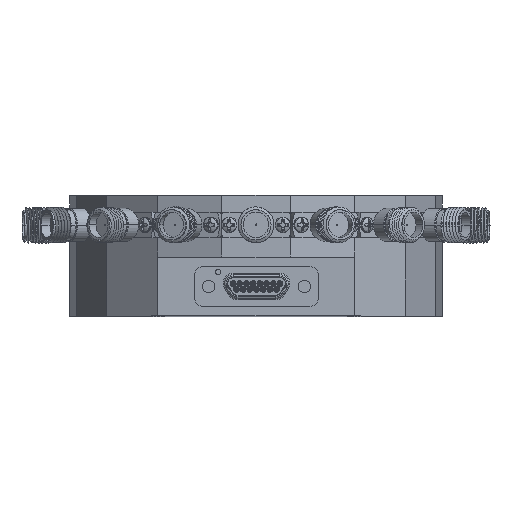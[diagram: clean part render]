
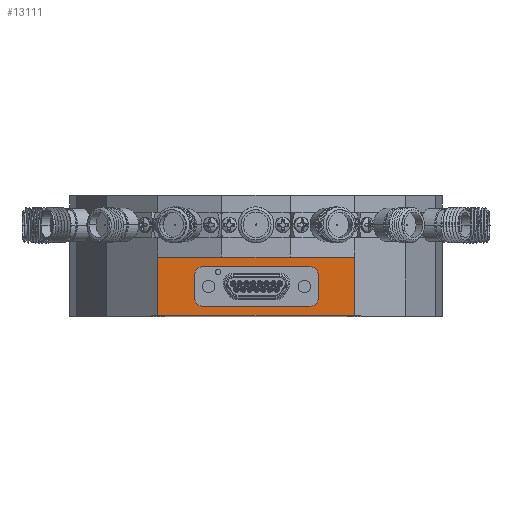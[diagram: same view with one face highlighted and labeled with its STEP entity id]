
A CAD part, top view. The second image highlights one B-rep face of the part: STEP entity #13111.
In plain terms, the highlighted planar face has unit normal (0, 0, 1).
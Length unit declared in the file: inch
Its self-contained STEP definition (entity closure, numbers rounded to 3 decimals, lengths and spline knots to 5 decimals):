
#88 = LINE ( 'NONE', #53555, #14097 ) ;
#973 = CARTESIAN_POINT ( 'NONE',  ( -0.39585, 0.306, 1.14719 ) ) ;
#1904 = EDGE_CURVE ( 'NONE', #7819, #95282, #36391, .T. ) ;
#3556 = CARTESIAN_POINT ( 'NONE',  ( 0.40315, 0.072, 1.14719 ) ) ;
#5703 = DIRECTION ( 'NONE',  ( 0., 0., -1. ) ) ;
#6942 = VECTOR ( 'NONE', #26076, 39.37008 ) ;
#7379 = FACE_BOUND ( 'NONE', #33389, .T. ) ;
#7673 = DIRECTION ( 'NONE',  ( -1., 0., 0. ) ) ;
#7819 = VERTEX_POINT ( 'NONE', #100230 ) ;
#11314 = AXIS2_PLACEMENT_3D ( 'NONE', #70378, #79127, #81402 ) ;
#11540 = ORIENTED_EDGE ( 'NONE', *, *, #69280, .T. ) ;
#12408 = ORIENTED_EDGE ( 'NONE', *, *, #94679, .T. ) ;
#13111 = ADVANCED_FACE ( 'NONE', ( #79998, #7379 ), #26552, .T. ) ;
#13431 = VERTEX_POINT ( 'NONE', #14279 ) ;
#13444 = ORIENTED_EDGE ( 'NONE', *, *, #61905, .T. ) ;
#13916 = VECTOR ( 'NONE', #111727, 39.37008 ) ;
#14097 = VECTOR ( 'NONE', #7673, 39.37008 ) ;
#14279 = CARTESIAN_POINT ( 'NONE',  ( 0.46515, 0.306, 1.14719 ) ) ;
#14963 = ORIENTED_EDGE ( 'NONE', *, *, #87916, .T. ) ;
#18402 = ORIENTED_EDGE ( 'NONE', *, *, #88131, .T. ) ;
#18695 = DIRECTION ( 'NONE',  ( 1., 0., 0. ) ) ;
#20254 = EDGE_CURVE ( 'NONE', #98736, #35229, #76681, .T. ) ;
#20506 = CARTESIAN_POINT ( 'NONE',  ( -0.39585, 0.072, 1.14719 ) ) ;
#20883 = DIRECTION ( 'NONE',  ( 0., -1., 0. ) ) ;
#21292 = VERTEX_POINT ( 'NONE', #91051 ) ;
#23335 = VERTEX_POINT ( 'NONE', #36789 ) ;
#23655 = VECTOR ( 'NONE', #90857, 39.37008 ) ;
#25058 = ORIENTED_EDGE ( 'NONE', *, *, #20254, .T. ) ;
#25452 = LINE ( 'NONE', #114416, #110486 ) ;
#25709 = VERTEX_POINT ( 'NONE', #38678 ) ;
#26076 = DIRECTION ( 'NONE',  ( 1., 0., 0. ) ) ;
#26552 = PLANE ( 'NONE',  #85676 ) ;
#27386 = EDGE_CURVE ( 'NONE', #95282, #21292, #25452, .T. ) ;
#28570 = CIRCLE ( 'NONE', #93574, 0.062 ) ;
#29247 = LINE ( 'NONE', #55394, #23655 ) ;
#29768 = LINE ( 'NONE', #75646, #13916 ) ;
#30226 = DIRECTION ( 'NONE',  ( 0., 1., 0. ) ) ;
#33064 = DIRECTION ( 'NONE',  ( 0., 1., 0. ) ) ;
#33389 = EDGE_LOOP ( 'NONE', ( #14963, #12408, #112527, #11540, #77049, #25058, #13444, #18402 ) ) ;
#33580 = DIRECTION ( 'NONE',  ( 1., 0., 0. ) ) ;
#33590 = CIRCLE ( 'NONE', #11314, 0.062 ) ;
#34676 = CARTESIAN_POINT ( 'NONE',  ( -0.73488, 0.44, 1.14719 ) ) ;
#35229 = VERTEX_POINT ( 'NONE', #68379 ) ;
#36391 = LINE ( 'NONE', #34676, #91661 ) ;
#36789 = CARTESIAN_POINT ( 'NONE',  ( 0.40315, 0.368, 1.14719 ) ) ;
#38678 = CARTESIAN_POINT ( 'NONE',  ( -0.45785, 0.134, 1.14719 ) ) ;
#38958 = LINE ( 'NONE', #74356, #57177 ) ;
#39335 = DIRECTION ( 'NONE',  ( -1., 0., 0. ) ) ;
#41585 = EDGE_LOOP ( 'NONE', ( #113353, #77421, #56001, #80377 ) ) ;
#44690 = CARTESIAN_POINT ( 'NONE',  ( -0.39585, 0.368, 1.14719 ) ) ;
#49118 = VERTEX_POINT ( 'NONE', #74103 ) ;
#52143 = DIRECTION ( 'NONE',  ( 0., 0., 1. ) ) ;
#53555 = CARTESIAN_POINT ( 'NONE',  ( 0.40315, 0.072, 1.14719 ) ) ;
#55394 = CARTESIAN_POINT ( 'NONE',  ( -0.73488, 0.44, 1.14719 ) ) ;
#56001 = ORIENTED_EDGE ( 'NONE', *, *, #1904, .T. ) ;
#57177 = VECTOR ( 'NONE', #30226, 39.37008 ) ;
#58075 = LINE ( 'NONE', #100523, #91707 ) ;
#61002 = EDGE_CURVE ( 'NONE', #49118, #7819, #29247, .T. ) ;
#61905 = EDGE_CURVE ( 'NONE', #35229, #23335, #105736, .T. ) ;
#63731 = DIRECTION ( 'NONE',  ( 0., 0., -1. ) ) ;
#68379 = CARTESIAN_POINT ( 'NONE',  ( -0.39585, 0.368, 1.14719 ) ) ;
#69280 = EDGE_CURVE ( 'NONE', #103094, #25709, #33590, .T. ) ;
#70378 = CARTESIAN_POINT ( 'NONE',  ( -0.39585, 0.134, 1.14719 ) ) ;
#74103 = CARTESIAN_POINT ( 'NONE',  ( 0.73488, 0.44, 1.14719 ) ) ;
#74356 = CARTESIAN_POINT ( 'NONE',  ( -0.45785, 0.134, 1.14719 ) ) ;
#74946 = AXIS2_PLACEMENT_3D ( 'NONE', #78596, #114109, #18695 ) ;
#75211 = VERTEX_POINT ( 'NONE', #77707 ) ;
#75646 = CARTESIAN_POINT ( 'NONE',  ( 0.73488, 0.44, 1.14719 ) ) ;
#76681 = CIRCLE ( 'NONE', #100854, 0.062 ) ;
#77049 = ORIENTED_EDGE ( 'NONE', *, *, #101070, .T. ) ;
#77421 = ORIENTED_EDGE ( 'NONE', *, *, #61002, .T. ) ;
#77707 = CARTESIAN_POINT ( 'NONE',  ( 0.46515, 0.134, 1.14719 ) ) ;
#78596 = CARTESIAN_POINT ( 'NONE',  ( 0.40315, 0.134, 1.14719 ) ) ;
#79127 = DIRECTION ( 'NONE',  ( 0., 0., -1. ) ) ;
#79998 = FACE_OUTER_BOUND ( 'NONE', #41585, .T. ) ;
#80377 = ORIENTED_EDGE ( 'NONE', *, *, #27386, .T. ) ;
#81402 = DIRECTION ( 'NONE',  ( 0., -1., 0. ) ) ;
#85676 = AXIS2_PLACEMENT_3D ( 'NONE', #105052, #52143, #33580 ) ;
#87338 = CARTESIAN_POINT ( 'NONE',  ( -0.73488, 0., 1.14719 ) ) ;
#87645 = DIRECTION ( 'NONE',  ( 1., 0., 0. ) ) ;
#87916 = EDGE_CURVE ( 'NONE', #13431, #75211, #58075, .T. ) ;
#88131 = EDGE_CURVE ( 'NONE', #23335, #13431, #28570, .T. ) ;
#88704 = EDGE_CURVE ( 'NONE', #21292, #49118, #29768, .T. ) ;
#88709 = DIRECTION ( 'NONE',  ( 0., -1., 0. ) ) ;
#90857 = DIRECTION ( 'NONE',  ( -1., 0., 0. ) ) ;
#91051 = CARTESIAN_POINT ( 'NONE',  ( 0.73488, 0., 1.14719 ) ) ;
#91661 = VECTOR ( 'NONE', #88709, 39.37008 ) ;
#91703 = CIRCLE ( 'NONE', #74946, 0.062 ) ;
#91707 = VECTOR ( 'NONE', #20883, 39.37008 ) ;
#93574 = AXIS2_PLACEMENT_3D ( 'NONE', #94674, #5703, #33064 ) ;
#94674 = CARTESIAN_POINT ( 'NONE',  ( 0.40315, 0.306, 1.14719 ) ) ;
#94679 = EDGE_CURVE ( 'NONE', #75211, #105158, #91703, .T. ) ;
#95282 = VERTEX_POINT ( 'NONE', #87338 ) ;
#98736 = VERTEX_POINT ( 'NONE', #100205 ) ;
#100205 = CARTESIAN_POINT ( 'NONE',  ( -0.45785, 0.306, 1.14719 ) ) ;
#100230 = CARTESIAN_POINT ( 'NONE',  ( -0.73488, 0.44, 1.14719 ) ) ;
#100523 = CARTESIAN_POINT ( 'NONE',  ( 0.46515, 0.306, 1.14719 ) ) ;
#100854 = AXIS2_PLACEMENT_3D ( 'NONE', #973, #63731, #39335 ) ;
#101070 = EDGE_CURVE ( 'NONE', #25709, #98736, #38958, .T. ) ;
#103094 = VERTEX_POINT ( 'NONE', #20506 ) ;
#103864 = EDGE_CURVE ( 'NONE', #105158, #103094, #88, .T. ) ;
#105052 = CARTESIAN_POINT ( 'NONE',  ( 0., 0., 1.14719 ) ) ;
#105158 = VERTEX_POINT ( 'NONE', #3556 ) ;
#105736 = LINE ( 'NONE', #44690, #6942 ) ;
#110486 = VECTOR ( 'NONE', #87645, 39.37008 ) ;
#111727 = DIRECTION ( 'NONE',  ( 0., 1., 0. ) ) ;
#112527 = ORIENTED_EDGE ( 'NONE', *, *, #103864, .T. ) ;
#113353 = ORIENTED_EDGE ( 'NONE', *, *, #88704, .T. ) ;
#114109 = DIRECTION ( 'NONE',  ( 0., 0., -1. ) ) ;
#114416 = CARTESIAN_POINT ( 'NONE',  ( -0.73488, 0., 1.14719 ) ) ;
